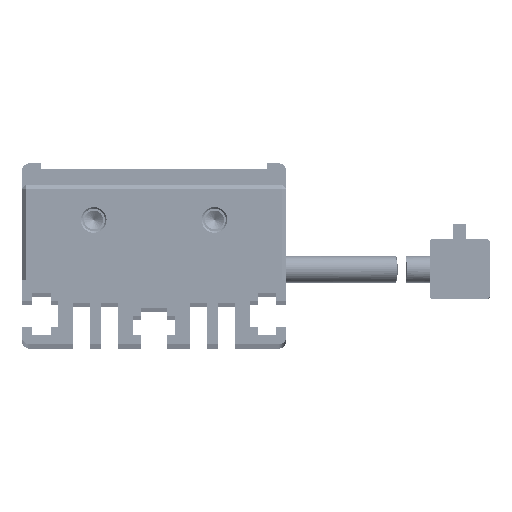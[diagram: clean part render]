
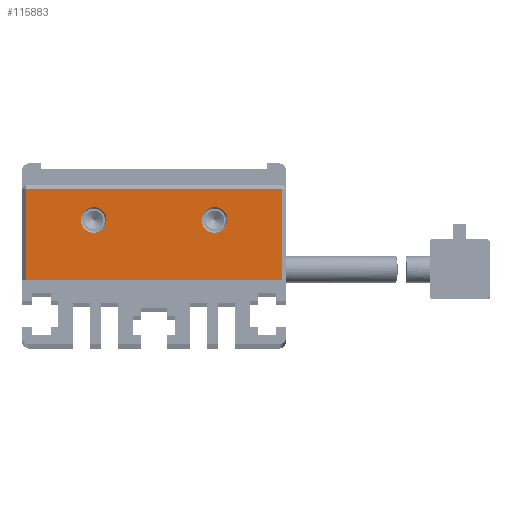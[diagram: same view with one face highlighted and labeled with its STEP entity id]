
A CAD part, top view. The second image highlights one B-rep face of the part: STEP entity #115883.
In plain terms, the highlighted planar face has unit normal (0, 0, 1).
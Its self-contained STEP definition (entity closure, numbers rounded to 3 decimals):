
#3084 = EDGE_LOOP ( 'NONE', ( #9037, #130033, #69179, #37111 ) ) ;
#4242 = AXIS2_PLACEMENT_3D ( 'NONE', #107981, #47657, #119220 ) ;
#7161 = PLANE ( 'NONE',  #53090 ) ;
#7220 = VERTEX_POINT ( 'NONE', #21867 ) ;
#9037 = ORIENTED_EDGE ( 'NONE', *, *, #77156, .T. ) ;
#10133 = FACE_BOUND ( 'NONE', #71226, .T. ) ;
#11409 = CIRCLE ( 'NONE', #44603, 1.7 ) ;
#13981 = EDGE_CURVE ( 'NONE', #122210, #40579, #80829, .T. ) ;
#20121 = EDGE_CURVE ( 'NONE', #115529, #7220, #37027, .T. ) ;
#20349 = CARTESIAN_POINT ( 'NONE',  ( 57.925, 31.591, 45. ) ) ;
#21867 = CARTESIAN_POINT ( 'NONE',  ( 34.625, 27.491, 45. ) ) ;
#22548 = DIRECTION ( 'NONE',  ( 0., 0., -1. ) ) ;
#24065 = LINE ( 'NONE', #56169, #126488 ) ;
#27055 = CARTESIAN_POINT ( 'NONE',  ( 23.925, 25.791, 45. ) ) ;
#28020 = LINE ( 'NONE', #95832, #103157 ) ;
#28730 = CARTESIAN_POINT ( 'NONE',  ( 23.925, 31.591, 45. ) ) ;
#31638 = ORIENTED_EDGE ( 'NONE', *, *, #20121, .T. ) ;
#32476 = DIRECTION ( 'NONE',  ( 1., 0., 0. ) ) ;
#33402 = VERTEX_POINT ( 'NONE', #20349 ) ;
#37027 = CIRCLE ( 'NONE', #78734, 1.7 ) ;
#37111 = ORIENTED_EDGE ( 'NONE', *, *, #74219, .T. ) ;
#37961 = CIRCLE ( 'NONE', #4242, 1.7 ) ;
#40579 = VERTEX_POINT ( 'NONE', #83443 ) ;
#44603 = AXIS2_PLACEMENT_3D ( 'NONE', #62260, #22548, #82411 ) ;
#47657 = DIRECTION ( 'NONE',  ( 0., 0., -1. ) ) ;
#49454 = ORIENTED_EDGE ( 'NONE', *, *, #54429, .T. ) ;
#51703 = EDGE_CURVE ( 'NONE', #40579, #106317, #24065, .T. ) ;
#53090 = AXIS2_PLACEMENT_3D ( 'NONE', #119442, #59011, #130608 ) ;
#54429 = EDGE_CURVE ( 'NONE', #93909, #82620, #11409, .T. ) ;
#56169 = CARTESIAN_POINT ( 'NONE',  ( 40.925, 19.491, 45. ) ) ;
#59011 = DIRECTION ( 'NONE',  ( 0., 0., 1. ) ) ;
#61301 = FACE_BOUND ( 'NONE', #115226, .T. ) ;
#62260 = CARTESIAN_POINT ( 'NONE',  ( 48.925, 27.491, 45. ) ) ;
#63221 = CARTESIAN_POINT ( 'NONE',  ( 48.925, 27.491, 45. ) ) ;
#66149 = AXIS2_PLACEMENT_3D ( 'NONE', #63221, #104394, #32476 ) ;
#69179 = ORIENTED_EDGE ( 'NONE', *, *, #51703, .T. ) ;
#71226 = EDGE_LOOP ( 'NONE', ( #49454, #78602 ) ) ;
#72604 = CARTESIAN_POINT ( 'NONE',  ( 32.925, 27.491, 45. ) ) ;
#74219 = EDGE_CURVE ( 'NONE', #106317, #33402, #28020, .T. ) ;
#76086 = ORIENTED_EDGE ( 'NONE', *, *, #79385, .T. ) ;
#77156 = EDGE_CURVE ( 'NONE', #33402, #122210, #77303, .T. ) ;
#77303 = LINE ( 'NONE', #106788, #115712 ) ;
#78602 = ORIENTED_EDGE ( 'NONE', *, *, #129021, .T. ) ;
#78734 = AXIS2_PLACEMENT_3D ( 'NONE', #72604, #124969, #113814 ) ;
#79385 = EDGE_CURVE ( 'NONE', #7220, #115529, #37961, .T. ) ;
#80829 = LINE ( 'NONE', #27055, #108166 ) ;
#82411 = DIRECTION ( 'NONE',  ( 1., 0., 0. ) ) ;
#82620 = VERTEX_POINT ( 'NONE', #107208 ) ;
#83443 = CARTESIAN_POINT ( 'NONE',  ( 23.925, 19.491, 45. ) ) ;
#83932 = CARTESIAN_POINT ( 'NONE',  ( 50.625, 27.491, 45. ) ) ;
#91340 = CARTESIAN_POINT ( 'NONE',  ( 31.225, 27.491, 45. ) ) ;
#93909 = VERTEX_POINT ( 'NONE', #83932 ) ;
#94943 = DIRECTION ( 'NONE',  ( 0., 1., 0. ) ) ;
#95357 = CARTESIAN_POINT ( 'NONE',  ( 57.925, 19.491, 45. ) ) ;
#95832 = CARTESIAN_POINT ( 'NONE',  ( 57.925, 25.791, 45. ) ) ;
#103157 = VECTOR ( 'NONE', #94943, 1000. ) ;
#104394 = DIRECTION ( 'NONE',  ( 0., 0., -1. ) ) ;
#106317 = VERTEX_POINT ( 'NONE', #95357 ) ;
#106788 = CARTESIAN_POINT ( 'NONE',  ( 40.925, 31.591, 45. ) ) ;
#107208 = CARTESIAN_POINT ( 'NONE',  ( 47.225, 27.491, 45. ) ) ;
#107600 = DIRECTION ( 'NONE',  ( 1., 0., 0. ) ) ;
#107981 = CARTESIAN_POINT ( 'NONE',  ( 32.925, 27.491, 45. ) ) ;
#108166 = VECTOR ( 'NONE', #129444, 1000. ) ;
#112040 = CIRCLE ( 'NONE', #66149, 1.7 ) ;
#113814 = DIRECTION ( 'NONE',  ( 1., 0., 0. ) ) ;
#115226 = EDGE_LOOP ( 'NONE', ( #76086, #31638 ) ) ;
#115529 = VERTEX_POINT ( 'NONE', #91340 ) ;
#115712 = VECTOR ( 'NONE', #126103, 1000. ) ;
#115883 = ADVANCED_FACE ( 'NONE', ( #118995, #10133, #61301 ), #7161, .T. ) ;
#118995 = FACE_OUTER_BOUND ( 'NONE', #3084, .T. ) ;
#119220 = DIRECTION ( 'NONE',  ( 1., 0., 0. ) ) ;
#119442 = CARTESIAN_POINT ( 'NONE',  ( 40.925, 25.791, 45. ) ) ;
#122210 = VERTEX_POINT ( 'NONE', #28730 ) ;
#124969 = DIRECTION ( 'NONE',  ( 0., 0., -1. ) ) ;
#126103 = DIRECTION ( 'NONE',  ( -1., 0., 0. ) ) ;
#126488 = VECTOR ( 'NONE', #107600, 1000. ) ;
#129021 = EDGE_CURVE ( 'NONE', #82620, #93909, #112040, .T. ) ;
#129444 = DIRECTION ( 'NONE',  ( 0., -1., 0. ) ) ;
#130033 = ORIENTED_EDGE ( 'NONE', *, *, #13981, .T. ) ;
#130608 = DIRECTION ( 'NONE',  ( 1., 0., 0. ) ) ;
